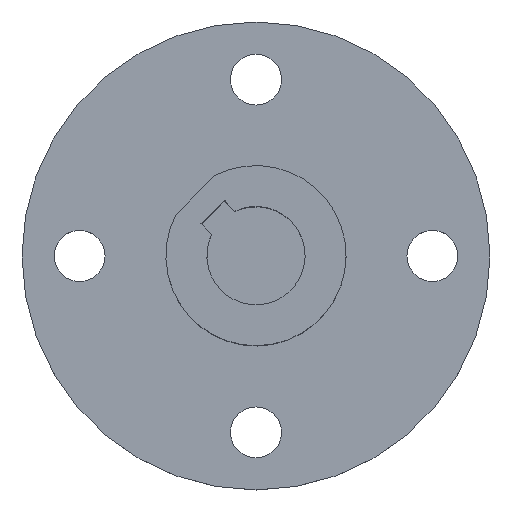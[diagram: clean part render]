
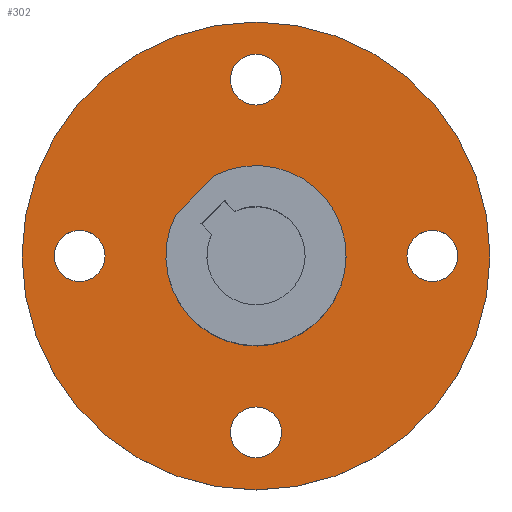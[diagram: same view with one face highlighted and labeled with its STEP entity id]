
A CAD part, top view. The second image highlights one B-rep face of the part: STEP entity #302.
In plain terms, the highlighted planar face has unit normal (0, 0, 1).
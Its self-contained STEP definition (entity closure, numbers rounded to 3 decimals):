
#16=FACE_BOUND('',#74,.T.);
#17=FACE_BOUND('',#75,.T.);
#18=FACE_BOUND('',#76,.T.);
#19=FACE_BOUND('',#77,.T.);
#20=FACE_BOUND('',#78,.T.);
#27=CIRCLE('',#334,11.);
#29=CIRCLE('',#338,28.575);
#30=CIRCLE('',#339,3.113);
#31=CIRCLE('',#340,3.113);
#32=CIRCLE('',#341,3.113);
#33=CIRCLE('',#342,3.113);
#55=FACE_OUTER_BOUND('',#73,.T.);
#73=EDGE_LOOP('',(#245));
#74=EDGE_LOOP('',(#246));
#75=EDGE_LOOP('',(#247));
#76=EDGE_LOOP('',(#248));
#77=EDGE_LOOP('',(#249));
#78=EDGE_LOOP('',(#250,#251));
#106=LINE('',#484,#131);
#131=VECTOR('',#391,10.);
#152=VERTEX_POINT('',#482);
#153=VERTEX_POINT('',#483);
#156=VERTEX_POINT('',#495);
#157=VERTEX_POINT('',#497);
#158=VERTEX_POINT('',#499);
#159=VERTEX_POINT('',#501);
#160=VERTEX_POINT('',#503);
#184=EDGE_CURVE('',#152,#153,#106,.T.);
#188=EDGE_CURVE('',#153,#152,#27,.T.);
#190=EDGE_CURVE('',#156,#156,#29,.T.);
#191=EDGE_CURVE('',#157,#157,#30,.T.);
#192=EDGE_CURVE('',#158,#158,#31,.T.);
#193=EDGE_CURVE('',#159,#159,#32,.T.);
#194=EDGE_CURVE('',#160,#160,#33,.T.);
#245=ORIENTED_EDGE('',*,*,#190,.F.);
#246=ORIENTED_EDGE('',*,*,#191,.F.);
#247=ORIENTED_EDGE('',*,*,#192,.F.);
#248=ORIENTED_EDGE('',*,*,#193,.F.);
#249=ORIENTED_EDGE('',*,*,#194,.F.);
#250=ORIENTED_EDGE('',*,*,#184,.T.);
#251=ORIENTED_EDGE('',*,*,#188,.T.);
#290=PLANE('',#337);
#302=ADVANCED_FACE('',(#55,#16,#17,#18,#19,#20),#290,.F.);
#334=AXIS2_PLACEMENT_3D('',#491,#397,#398);
#337=AXIS2_PLACEMENT_3D('',#494,#403,#404);
#338=AXIS2_PLACEMENT_3D('',#496,#405,#406);
#339=AXIS2_PLACEMENT_3D('',#498,#407,#408);
#340=AXIS2_PLACEMENT_3D('',#500,#409,#410);
#341=AXIS2_PLACEMENT_3D('',#502,#411,#412);
#342=AXIS2_PLACEMENT_3D('',#504,#413,#414);
#391=DIRECTION('',(0.707,0.707,0.));
#397=DIRECTION('center_axis',(0.,0.,-1.));
#398=DIRECTION('ref_axis',(-0.46,0.888,0.));
#403=DIRECTION('center_axis',(0.,0.,-1.));
#404=DIRECTION('ref_axis',(1.,0.,0.));
#405=DIRECTION('center_axis',(0.,0.,-1.));
#406=DIRECTION('ref_axis',(1.,0.,0.));
#407=DIRECTION('center_axis',(0.,0.,1.));
#408=DIRECTION('ref_axis',(1.,0.,0.));
#409=DIRECTION('center_axis',(0.,0.,1.));
#410=DIRECTION('ref_axis',(1.,0.,0.));
#411=DIRECTION('center_axis',(0.,0.,1.));
#412=DIRECTION('ref_axis',(1.,0.,0.));
#413=DIRECTION('center_axis',(0.,0.,1.));
#414=DIRECTION('ref_axis',(1.,0.,0.));
#482=CARTESIAN_POINT('',(-189.768,-79.941,63.));
#483=CARTESIAN_POINT('',(-185.059,-75.232,63.));
#484=CARTESIAN_POINT('',(-186.236,-76.409,63.));
#491=CARTESIAN_POINT('Origin',(-180.,-85.,63.));
#494=CARTESIAN_POINT('Origin',(-183.364,-81.636,63.));
#495=CARTESIAN_POINT('',(-208.575,-85.,63.));
#496=CARTESIAN_POINT('Origin',(-180.,-85.,63.));
#497=CARTESIAN_POINT('',(-183.113,-63.453,63.));
#498=CARTESIAN_POINT('Origin',(-180.,-63.453,63.));
#499=CARTESIAN_POINT('',(-204.66,-85.,63.));
#500=CARTESIAN_POINT('Origin',(-201.548,-85.,63.));
#501=CARTESIAN_POINT('',(-161.565,-85.,63.));
#502=CARTESIAN_POINT('Origin',(-158.453,-85.,63.));
#503=CARTESIAN_POINT('',(-183.113,-106.548,63.));
#504=CARTESIAN_POINT('Origin',(-180.,-106.548,63.));
